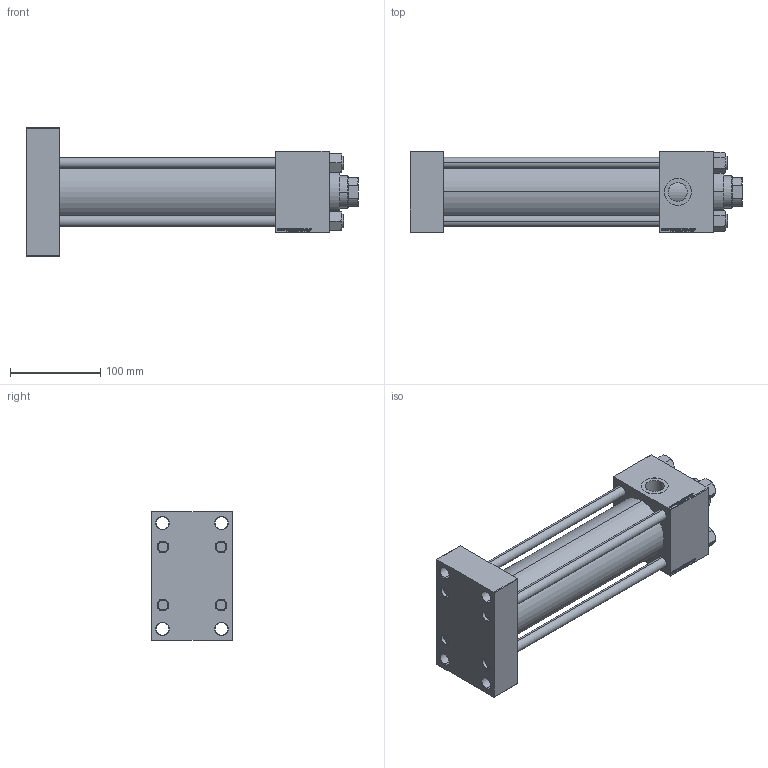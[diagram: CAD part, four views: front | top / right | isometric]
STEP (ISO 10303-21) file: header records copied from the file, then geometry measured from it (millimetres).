
FILE_DESCRIPTION (( 'STEP AP203' ), '1' );
FILE_NAME ('ac1b.STEP', '2022-04-15T14:13:26', ( '' ), ( '' ), 'SwSTEP 2.0', 'SolidWorks 2019', '' );
FILE_SCHEMA (( 'CONFIG_CONTROL_DESIGN' ));
Length unit declared in the file: millimetre
Products named in the file (6): V215CR_TYCINKA_E c9a07b5be076c889061b85792d87fcaf; V215CR_E_Body c9a07b5be076c889061b85792d87fcaf; NUT_M5_E c9a07b5be076c889061b85792d87fcaf; V215_VC_A c9a07b5be076c889061b85792d87fcaf; V215CR_VCP_E c9a07b5be076c889061b85792d87fcaf; ac1b
Assembly tree (11 placements, depth 2):
  ac1b
    V215CR_E_Body c9a07b5be076c889061b85792d87fcaf
    V215CR_VCP_E c9a07b5be076c889061b85792d87fcaf
    V215CR_TYCINKA_E c9a07b5be076c889061b85792d87fcaf  x4
    NUT_M5_E c9a07b5be076c889061b85792d87fcaf  x4
    V215_VC_A c9a07b5be076c889061b85792d87fcaf
Bounding box: 367 x 90 x 142 mm (x, y, z)
Volume: 1504242.5 mm3; surface area: 333413 mm2
Topology: 11 solids, 11 shells, 1143 faces, 2872 edges, 1857 vertices
Faces by surface type: plane 500, bspline 392, cone 152, cylinder 91, torus 8
Entity records: 50176 total; most frequent: CARTESIAN_POINT 27097, ORIENTED_EDGE 5236, DIRECTION 3312, EDGE_CURVE 2618, VERTEX_POINT 1713, LINE 1564, VECTOR 1564, EDGE_LOOP 1157
